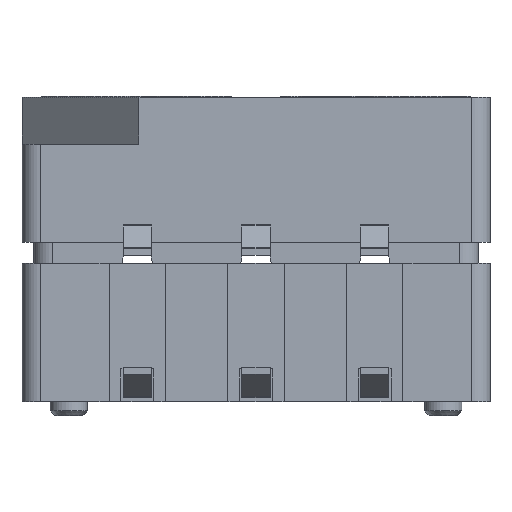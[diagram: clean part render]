
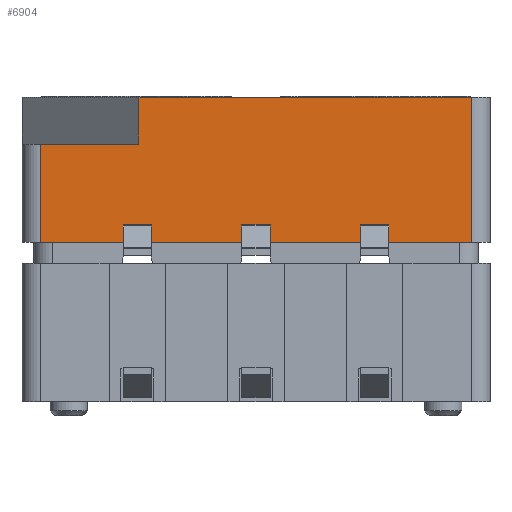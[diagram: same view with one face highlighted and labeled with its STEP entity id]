
A CAD part, front view. The second image highlights one B-rep face of the part: STEP entity #6904.
In plain terms, the highlighted planar face has unit normal (0, -1, 0).
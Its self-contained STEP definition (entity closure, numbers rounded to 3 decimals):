
#233=LINE('',#12589,#1045);
#411=LINE('',#13052,#1223);
#420=LINE('',#13085,#1232);
#460=LINE('',#13156,#1272);
#461=LINE('',#13158,#1273);
#462=LINE('',#13160,#1274);
#1045=VECTOR('',#10539,1000.);
#1223=VECTOR('',#10909,1000.);
#1232=VECTOR('',#10946,1000.);
#1272=VECTOR('',#11020,1000.);
#1273=VECTOR('',#11023,1000.);
#1274=VECTOR('',#11024,1000.);
#2322=ORIENTED_EDGE('',*,*,#3916,.F.);
#2323=ORIENTED_EDGE('',*,*,#4212,.F.);
#2324=ORIENTED_EDGE('',*,*,#4213,.F.);
#2325=ORIENTED_EDGE('',*,*,#4151,.T.);
#2326=ORIENTED_EDGE('',*,*,#4167,.T.);
#2327=ORIENTED_EDGE('',*,*,#4211,.F.);
#3916=EDGE_CURVE('',#4922,#4924,#233,.T.);
#4151=EDGE_CURVE('',#5110,#5112,#411,.T.);
#4167=EDGE_CURVE('',#5112,#5122,#420,.T.);
#4211=EDGE_CURVE('',#4924,#5122,#460,.T.);
#4212=EDGE_CURVE('',#5137,#4922,#461,.T.);
#4213=EDGE_CURVE('',#5110,#5137,#462,.T.);
#4922=VERTEX_POINT('',#12587);
#4924=VERTEX_POINT('',#12590);
#5110=VERTEX_POINT('',#13047);
#5112=VERTEX_POINT('',#13051);
#5122=VERTEX_POINT('',#13084);
#5137=VERTEX_POINT('',#13159);
#5809=EDGE_LOOP('',(#2322,#2323,#2324,#2325,#2326,#2327));
#6227=FACE_BOUND('',#5809,.T.);
#6612=PLANE('',#9929);
#6904=ADVANCED_FACE('',(#6227),#6612,.F.);
#9929=AXIS2_PLACEMENT_3D('',#13157,#11021,#11022);
#10539=DIRECTION('',(1.,0.,0.));
#10909=DIRECTION('',(0.,0.,-1.));
#10946=DIRECTION('',(1.,0.,0.));
#11020=DIRECTION('',(0.,0.,-1.));
#11021=DIRECTION('',(0.,1.,0.));
#11022=DIRECTION('',(0.,0.,1.));
#11023=DIRECTION('',(0.,0.,1.));
#11024=DIRECTION('',(1.,0.,0.));
#12587=CARTESIAN_POINT('',(-2.5,-5.,6.8));
#12589=CARTESIAN_POINT('',(-4.6,-5.,6.8));
#12590=CARTESIAN_POINT('',(4.6,-5.,6.8));
#13047=CARTESIAN_POINT('',(-4.6,-5.,5.8));
#13051=CARTESIAN_POINT('',(-4.6,-5.,3.7));
#13052=CARTESIAN_POINT('',(-4.6,-5.,6.8));
#13084=CARTESIAN_POINT('',(4.6,-5.,3.7));
#13085=CARTESIAN_POINT('',(-4.6,-5.,3.7));
#13156=CARTESIAN_POINT('',(4.6,-5.,6.8));
#13157=CARTESIAN_POINT('',(-4.6,-5.,6.8));
#13158=CARTESIAN_POINT('',(-2.5,-5.,5.8));
#13159=CARTESIAN_POINT('',(-2.5,-5.,5.8));
#13160=CARTESIAN_POINT('',(-5.,-5.,5.8));
